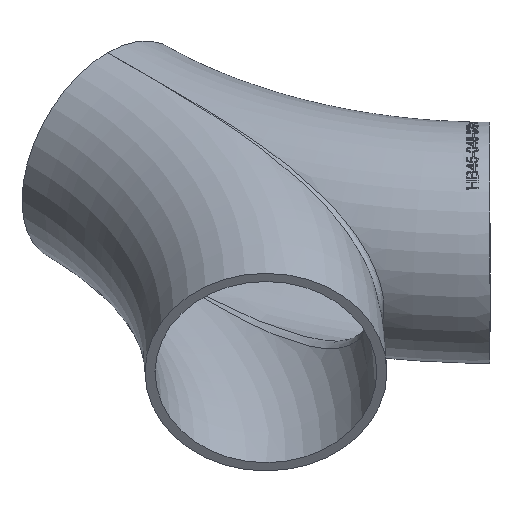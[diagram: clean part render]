
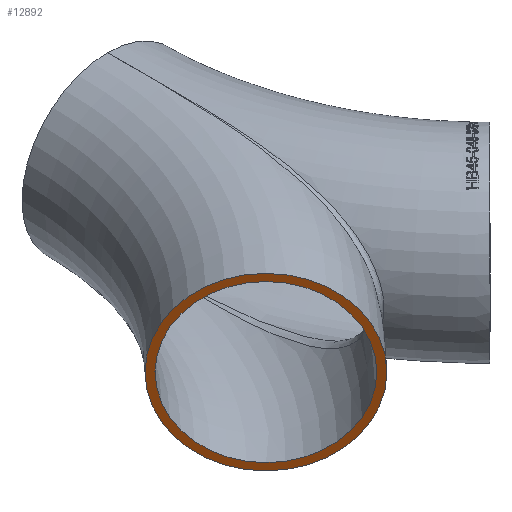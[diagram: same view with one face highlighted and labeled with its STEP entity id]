
A CAD part, isometric view. The second image highlights one B-rep face of the part: STEP entity #12892.
In plain terms, the highlighted planar face has unit normal (-0.707, -0.707, 0).
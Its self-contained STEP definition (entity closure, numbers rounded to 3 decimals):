
#1208 = CARTESIAN_POINT ( 'NONE',  ( -31.632, -76.368, 0. ) ) ;
#1843 = FACE_OUTER_BOUND ( 'NONE', #2042, .T. ) ;
#2042 = EDGE_LOOP ( 'NONE', ( #17217 ) ) ;
#2270 = VERTEX_POINT ( 'NONE', #10324 ) ;
#2454 = EDGE_CURVE ( 'NONE', #11856, #11856, #15891, .T. ) ;
#2474 = CARTESIAN_POINT ( 'NONE',  ( -31.632, -76.368, 24.15 ) ) ;
#2622 = AXIS2_PLACEMENT_3D ( 'NONE', #9475, #6290, #3186 ) ;
#3186 = DIRECTION ( 'NONE',  ( -0.707, 0.707, 0. ) ) ;
#3923 = CIRCLE ( 'NONE', #2622, 22.15 ) ;
#4661 = FACE_BOUND ( 'NONE', #13879, .T. ) ;
#6054 = AXIS2_PLACEMENT_3D ( 'NONE', #1208, #13794, #9182 ) ;
#6290 = DIRECTION ( 'NONE',  ( 0.707, 0.707, 0. ) ) ;
#9182 = DIRECTION ( 'NONE',  ( 0., 0., 1. ) ) ;
#9475 = CARTESIAN_POINT ( 'NONE',  ( -31.632, -76.368, 0. ) ) ;
#9593 = DIRECTION ( 'NONE',  ( 0., 0., 1. ) ) ;
#10324 = CARTESIAN_POINT ( 'NONE',  ( -47.295, -60.705, 0. ) ) ;
#11856 = VERTEX_POINT ( 'NONE', #2474 ) ;
#12892 = ADVANCED_FACE ( 'NONE', ( #4661, #1843 ), #17618, .F. ) ;
#13152 = ORIENTED_EDGE ( 'NONE', *, *, #16323, .T. ) ;
#13794 = DIRECTION ( 'NONE',  ( 0.707, 0.707, 0. ) ) ;
#13879 = EDGE_LOOP ( 'NONE', ( #13152 ) ) ;
#15891 = CIRCLE ( 'NONE', #6054, 24.15 ) ;
#16128 = AXIS2_PLACEMENT_3D ( 'NONE', #20386, #17213, #9593 ) ;
#16323 = EDGE_CURVE ( 'NONE', #2270, #2270, #3923, .T. ) ;
#17213 = DIRECTION ( 'NONE',  ( 0.707, 0.707, 0. ) ) ;
#17217 = ORIENTED_EDGE ( 'NONE', *, *, #2454, .F. ) ;
#17618 = PLANE ( 'NONE',  #16128 ) ;
#20386 = CARTESIAN_POINT ( 'NONE',  ( -31.632, -76.368, 0. ) ) ;
